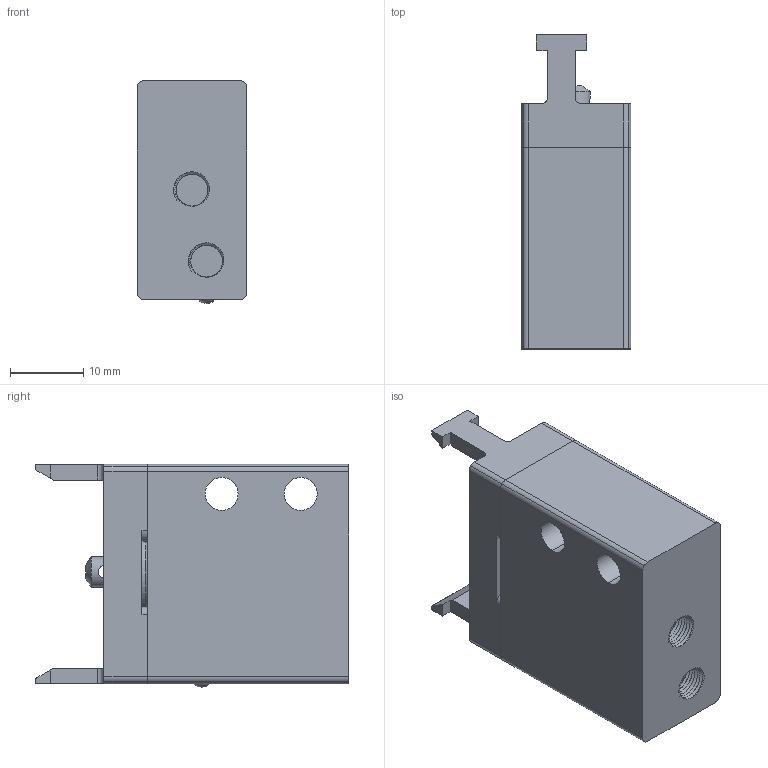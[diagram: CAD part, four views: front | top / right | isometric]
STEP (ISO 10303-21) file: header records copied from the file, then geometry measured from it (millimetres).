
FILE_DESCRIPTION((''),'2;1');
FILE_NAME('08_041_4.stp','2002-12-02T17:02:16',('Branislav Petkovic'),('AZ Pneumatica'),'AutoCAD STEP 2000i','AutoCAD 2000i','Via J. F. Kennedy, 26, 20020 Misinto (MI), ITALY');
FILE_SCHEMA(('CONFIG_CONTROL_DESIGN'));
Length unit declared in the file: millimetre
Products named in the file (8): 08_041_4; 305MA TELO; PART1; PIPAK 304 MB; PART1A; PLASICNI NOSAC MANJI; PART1AA; RECESSED PAN HEAD SCREW - ISO 7045 - M3 X 4 - 4.8 - Z
Assembly tree (8 placements, depth 3):
  08_041_4
    305MA TELO
      PART1
    PIPAK 304 MB
      PART1A
    PLASICNI NOSAC MANJI
      PART1AA
      RECESSED PAN HEAD SCREW - ISO 7045 - M3 X 4 - 4.8 - Z  x2
Bounding box: 15 x 42.9 x 30.5 mm (x, y, z)
Surface area: 6755.9 mm2 (no closed solid volume)
Topology: 0 solids, 5 shells, 391 faces, 965 edges, 594 vertices
Faces by surface type: cylinder 140, plane 109, cone 78, torus 52, sphere 6, bspline 6
Entity records: 15583 total; most frequent: CARTESIAN_POINT 8396, DIRECTION 1514, ORIENTED_EDGE 1462, EDGE_CURVE 731, AXIS2_PLACEMENT_3D 599, VERTEX_POINT 461, VECTOR 316, LINE 316
